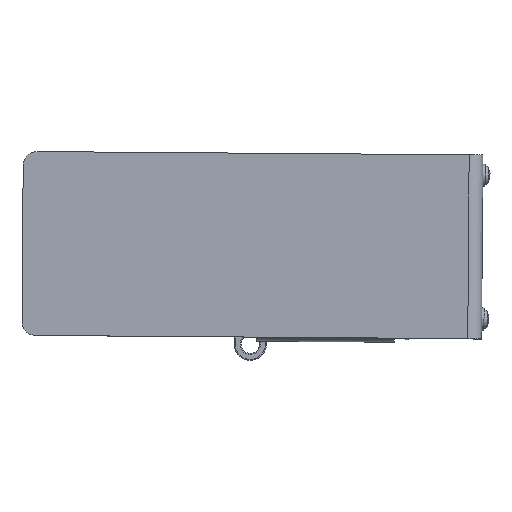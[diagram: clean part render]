
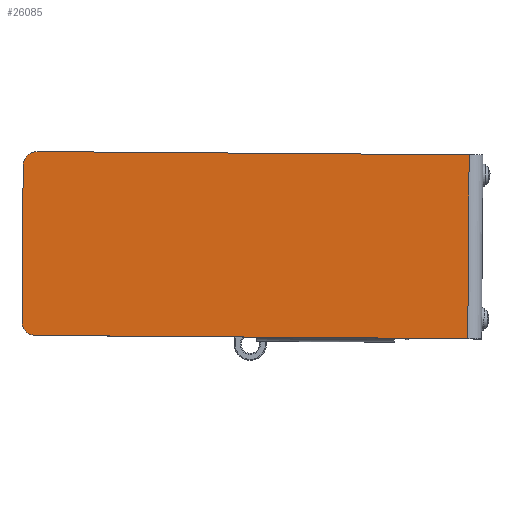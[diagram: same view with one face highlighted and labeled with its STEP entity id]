
A CAD part, top view. The second image highlights one B-rep face of the part: STEP entity #26085.
In plain terms, the highlighted face is planar.
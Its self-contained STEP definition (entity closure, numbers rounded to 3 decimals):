
#1250=PLANE('',#28418);
#3987=LINE('',#54035,#6101);
#3988=LINE('',#54038,#6102);
#3989=LINE('',#54042,#6103);
#3990=LINE('',#54045,#6104);
#6101=VECTOR('',#34783,10.);
#6102=VECTOR('',#34786,10.);
#6103=VECTOR('',#34789,10.);
#6104=VECTOR('',#34792,10.);
#7890=FACE_OUTER_BOUND('',#9316,.T.);
#9316=EDGE_LOOP('',(#24401,#24402,#24403,#24404,#24405,#24406));
#10297=CIRCLE('',#28419,3.);
#10298=CIRCLE('',#28420,3.);
#13079=VERTEX_POINT('',#54028);
#13082=VERTEX_POINT('',#54033);
#13083=VERTEX_POINT('',#54037);
#13084=VERTEX_POINT('',#54039);
#13085=VERTEX_POINT('',#54041);
#13086=VERTEX_POINT('',#54043);
#16882=EDGE_CURVE('',#13082,#13079,#3987,.T.);
#16883=EDGE_CURVE('',#13083,#13082,#3988,.T.);
#16884=EDGE_CURVE('',#13084,#13083,#10297,.T.);
#16885=EDGE_CURVE('',#13085,#13084,#3989,.T.);
#16886=EDGE_CURVE('',#13086,#13085,#10298,.T.);
#16887=EDGE_CURVE('',#13079,#13086,#3990,.T.);
#24401=ORIENTED_EDGE('',*,*,#16882,.F.);
#24402=ORIENTED_EDGE('',*,*,#16883,.F.);
#24403=ORIENTED_EDGE('',*,*,#16884,.F.);
#24404=ORIENTED_EDGE('',*,*,#16885,.F.);
#24405=ORIENTED_EDGE('',*,*,#16886,.F.);
#24406=ORIENTED_EDGE('',*,*,#16887,.F.);
#26085=ADVANCED_FACE('',(#7890),#1250,.T.);
#28418=AXIS2_PLACEMENT_3D('',#54036,#34784,#34785);
#28419=AXIS2_PLACEMENT_3D('',#54040,#34787,#34788);
#28420=AXIS2_PLACEMENT_3D('',#54044,#34790,#34791);
#34783=DIRECTION('',(0.,1.,0.));
#34784=DIRECTION('center_axis',(0.,0.,-1.));
#34785=DIRECTION('ref_axis',(-1.,0.,0.));
#34786=DIRECTION('',(1.,0.,0.));
#34787=DIRECTION('center_axis',(0.,0.,1.));
#34788=DIRECTION('ref_axis',(-0.707,-0.707,0.));
#34789=DIRECTION('',(0.,-1.,0.));
#34790=DIRECTION('center_axis',(0.,0.,1.));
#34791=DIRECTION('ref_axis',(-0.707,0.707,0.));
#34792=DIRECTION('',(-1.,0.,0.));
#54028=CARTESIAN_POINT('',(-58.,20.,0.));
#54033=CARTESIAN_POINT('',(-58.,-20.,0.));
#54035=CARTESIAN_POINT('',(-58.,0.,0.));
#54036=CARTESIAN_POINT('Origin',(-55.,0.,0.));
#54037=CARTESIAN_POINT('',(-152.,-20.,0.));
#54038=CARTESIAN_POINT('',(-155.,-20.,0.));
#54039=CARTESIAN_POINT('',(-155.,-17.,0.));
#54040=CARTESIAN_POINT('Origin',(-152.,-17.,0.));
#54041=CARTESIAN_POINT('',(-155.,17.,0.));
#54042=CARTESIAN_POINT('',(-155.,0.,0.));
#54043=CARTESIAN_POINT('',(-152.,20.,0.));
#54044=CARTESIAN_POINT('Origin',(-152.,17.,0.));
#54045=CARTESIAN_POINT('',(-155.,20.,0.));
